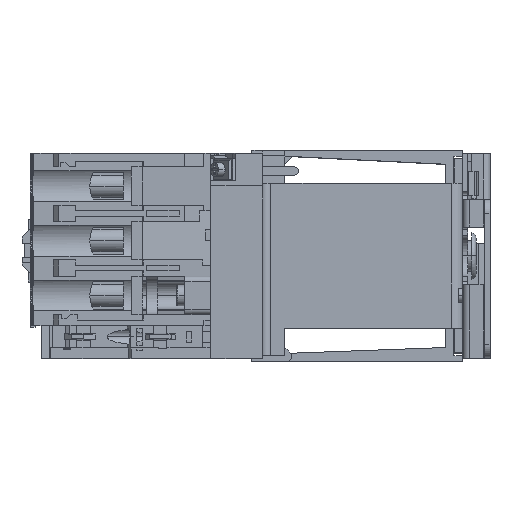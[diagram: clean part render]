
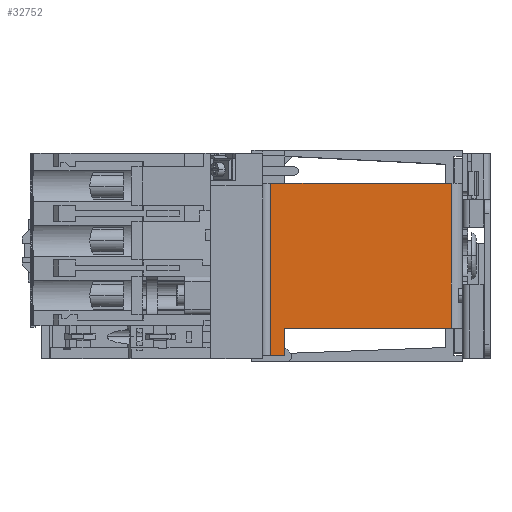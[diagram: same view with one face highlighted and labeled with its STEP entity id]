
A CAD part, top view. The second image highlights one B-rep face of the part: STEP entity #32752.
In plain terms, the highlighted planar face has unit normal (0, 0, 1).
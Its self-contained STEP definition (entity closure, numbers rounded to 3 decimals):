
#120 = FACE_OUTER_BOUND ( 'NONE', #49845, .T. ) ;
#2109 = CARTESIAN_POINT ( 'NONE',  ( 158., -37.5, 37.9 ) ) ;
#2120 = PLANE ( 'NONE',  #49373 ) ;
#2125 = DIRECTION ( 'NONE',  ( 0., 0., -1. ) ) ;
#2127 = DIRECTION ( 'NONE',  ( -1., 0., 0. ) ) ;
#27892 = CARTESIAN_POINT ( 'NONE',  ( 154., -26.5, 37.9 ) ) ;
#27893 = CARTESIAN_POINT ( 'NONE',  ( 93., -26.5, 37.9 ) ) ;
#27894 = CARTESIAN_POINT ( 'NONE',  ( 154., 26.5, 37.9 ) ) ;
#27895 = CARTESIAN_POINT ( 'NONE',  ( 88., 26.5, 37.9 ) ) ;
#27896 = CARTESIAN_POINT ( 'NONE',  ( 88., -36.4, 37.9 ) ) ;
#27897 = CARTESIAN_POINT ( 'NONE',  ( 93., -36.4, 37.9 ) ) ;
#29431 = CARTESIAN_POINT ( 'NONE',  ( 93., -36.4, 37.9 ) ) ;
#29442 = CARTESIAN_POINT ( 'NONE',  ( 85., -36.4, 37.9 ) ) ;
#29443 = DIRECTION ( 'NONE',  ( 0., -1., 0. ) ) ;
#29444 = CARTESIAN_POINT ( 'NONE',  ( 85., 26.5, 37.9 ) ) ;
#29445 = DIRECTION ( 'NONE',  ( 1., 0., 0. ) ) ;
#29450 = CARTESIAN_POINT ( 'NONE',  ( 93., -26.5, 37.9 ) ) ;
#29451 = DIRECTION ( 'NONE',  ( -1., 0., 0. ) ) ;
#29452 = CARTESIAN_POINT ( 'NONE',  ( 154., -37.5, 37.9 ) ) ;
#29453 = DIRECTION ( 'NONE',  ( 0., 1., 0. ) ) ;
#29455 = DIRECTION ( 'NONE',  ( -1., 0., 0. ) ) ;
#29456 = CARTESIAN_POINT ( 'NONE',  ( 88., -36.4, 37.9 ) ) ;
#29457 = DIRECTION ( 'NONE',  ( 0., -1., 0. ) ) ;
#30160 = LINE ( 'NONE', #29442, #30195 ) ;
#30177 = LINE ( 'NONE', #29450, #30199 ) ;
#30181 = LINE ( 'NONE', #29431, #30187 ) ;
#30187 = VECTOR ( 'NONE', #29443, 1000. ) ;
#30189 = LINE ( 'NONE', #29444, #30190 ) ;
#30190 = VECTOR ( 'NONE', #29445, 1000. ) ;
#30195 = VECTOR ( 'NONE', #29451, 1000. ) ;
#30197 = LINE ( 'NONE', #29452, #30198 ) ;
#30198 = VECTOR ( 'NONE', #29453, 1000. ) ;
#30199 = VECTOR ( 'NONE', #29455, 1000. ) ;
#30201 = LINE ( 'NONE', #29456, #30202 ) ;
#30202 = VECTOR ( 'NONE', #29457, 1000. ) ;
#32752 = ADVANCED_FACE ( 'NONE', ( #120 ), #2120, .F. ) ;
#46456 = ORIENTED_EDGE ( 'NONE', *, *, #48980, .F. ) ;
#46460 = ORIENTED_EDGE ( 'NONE', *, *, #48974, .F. ) ;
#46465 = ORIENTED_EDGE ( 'NONE', *, *, #48979, .T. ) ;
#46468 = ORIENTED_EDGE ( 'NONE', *, *, #48981, .T. ) ;
#46473 = ORIENTED_EDGE ( 'NONE', *, *, #48975, .F. ) ;
#46478 = ORIENTED_EDGE ( 'NONE', *, *, #48978, .F. ) ;
#47220 = VERTEX_POINT ( 'NONE', #27892 ) ;
#47221 = VERTEX_POINT ( 'NONE', #27893 ) ;
#47222 = VERTEX_POINT ( 'NONE', #27894 ) ;
#47223 = VERTEX_POINT ( 'NONE', #27895 ) ;
#47224 = VERTEX_POINT ( 'NONE', #27896 ) ;
#47225 = VERTEX_POINT ( 'NONE', #27897 ) ;
#48974 = EDGE_CURVE ( 'NONE', #47221, #47225, #30181, .T. ) ;
#48975 = EDGE_CURVE ( 'NONE', #47223, #47222, #30189, .T. ) ;
#48978 = EDGE_CURVE ( 'NONE', #47225, #47224, #30160, .T. ) ;
#48979 = EDGE_CURVE ( 'NONE', #47220, #47222, #30197, .T. ) ;
#48980 = EDGE_CURVE ( 'NONE', #47220, #47221, #30177, .T. ) ;
#48981 = EDGE_CURVE ( 'NONE', #47223, #47224, #30201, .T. ) ;
#49373 = AXIS2_PLACEMENT_3D ( 'NONE', #2109, #2125, #2127 ) ;
#49845 = EDGE_LOOP ( 'NONE', ( #46456, #46465, #46473, #46468, #46478, #46460 ) ) ;
